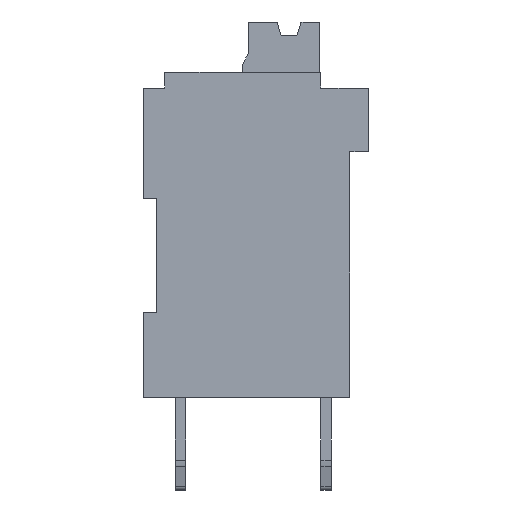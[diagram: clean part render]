
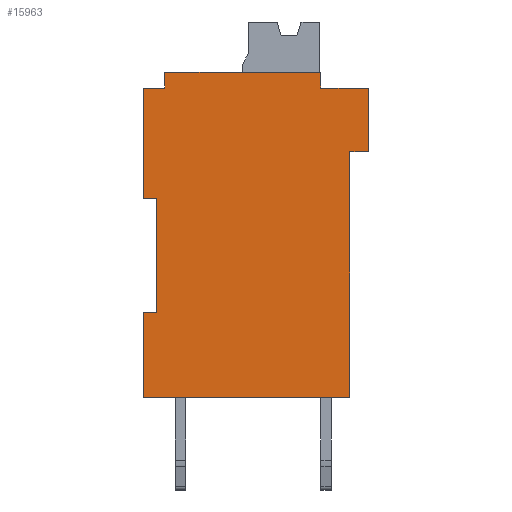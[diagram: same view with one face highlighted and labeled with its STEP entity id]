
A CAD part, left-side view. The second image highlights one B-rep face of the part: STEP entity #15963.
In plain terms, the highlighted planar face has unit normal (-1, 0, 0).
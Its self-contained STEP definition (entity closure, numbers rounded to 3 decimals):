
#3892 = VERTEX_POINT('',#3893);
#3893 = CARTESIAN_POINT('',(-9.551,-3.7,
    9.5));
#3899 = EDGE_CURVE('',#3892,#3900,#3902,.T.);
#3900 = VERTEX_POINT('',#3901);
#3901 = CARTESIAN_POINT('',(-9.551,-3.7,
    0.2));
#3902 = LINE('',#3903,#3904);
#3903 = CARTESIAN_POINT('',(-9.551,-3.7,
    9.5));
#3904 = VECTOR('',#3905,1.);
#3905 = DIRECTION('',(0.,0.,-1.));
#4276 = VERTEX_POINT('',#4277);
#4277 = CARTESIAN_POINT('',(-9.551,-4.4,
    9.5));
#4283 = EDGE_CURVE('',#4276,#3892,#4284,.T.);
#4284 = LINE('',#4285,#4286);
#4285 = CARTESIAN_POINT('',(-9.551,-4.4,
    9.5));
#4286 = VECTOR('',#4287,1.);
#4287 = DIRECTION('',(0.,1.,0.));
#4523 = VERTEX_POINT('',#4524);
#4524 = CARTESIAN_POINT('',(-9.551,4.1,
    11.9));
#4530 = EDGE_CURVE('',#4523,#4531,#4533,.T.);
#4531 = VERTEX_POINT('',#4532);
#4532 = CARTESIAN_POINT('',(-9.551,3.3,
    11.9));
#4533 = LINE('',#4534,#4535);
#4534 = CARTESIAN_POINT('',(-9.551,-2.6,
    11.9));
#4535 = VECTOR('',#4536,1.);
#4536 = DIRECTION('',(0.,-1.,0.));
#4629 = VERTEX_POINT('',#4630);
#4630 = CARTESIAN_POINT('',(-9.551,-2.6,
    11.9));
#4636 = EDGE_CURVE('',#4629,#4637,#4639,.T.);
#4637 = VERTEX_POINT('',#4638);
#4638 = CARTESIAN_POINT('',(-9.551,-4.4,
    11.9));
#4639 = LINE('',#4640,#4641);
#4640 = CARTESIAN_POINT('',(-9.551,-2.6,
    11.9));
#4641 = VECTOR('',#4642,1.);
#4642 = DIRECTION('',(0.,-1.,0.));
#4772 = EDGE_CURVE('',#4773,#4523,#4775,.T.);
#4773 = VERTEX_POINT('',#4774);
#4774 = CARTESIAN_POINT('',(-9.551,4.1,7.74
    ));
#4775 = LINE('',#4776,#4777);
#4776 = CARTESIAN_POINT('',(-9.551,4.1,7.74
    ));
#4777 = VECTOR('',#4778,1.);
#4778 = DIRECTION('',(0.,0.,1.));
#5028 = EDGE_CURVE('',#4637,#4276,#5029,.T.);
#5029 = LINE('',#5030,#5031);
#5030 = CARTESIAN_POINT('',(-9.551,-4.4,
    11.9));
#5031 = VECTOR('',#5032,1.);
#5032 = DIRECTION('',(0.,0.,-1.));
#5052 = VERTEX_POINT('',#5053);
#5053 = CARTESIAN_POINT('',(-9.551,4.1,0.2
    ));
#5059 = EDGE_CURVE('',#5052,#5060,#5062,.T.);
#5060 = VERTEX_POINT('',#5061);
#5061 = CARTESIAN_POINT('',(-9.551,4.1,3.4
    ));
#5062 = LINE('',#5063,#5064);
#5063 = CARTESIAN_POINT('',(-9.551,4.1,0.2
    ));
#5064 = VECTOR('',#5065,1.);
#5065 = DIRECTION('',(0.,0.,1.));
#15747 = VERTEX_POINT('',#15748);
#15748 = CARTESIAN_POINT('',(-9.551,3.3,
    12.5));
#15754 = EDGE_CURVE('',#15755,#15747,#15757,.T.);
#15755 = VERTEX_POINT('',#15756);
#15756 = CARTESIAN_POINT('',(-9.551,-2.6,
    12.5));
#15757 = LINE('',#15758,#15759);
#15758 = CARTESIAN_POINT('',(-9.551,-2.6,
    12.5));
#15759 = VECTOR('',#15760,1.);
#15760 = DIRECTION('',(0.,1.,0.));
#15953 = EDGE_CURVE('',#15747,#4531,#15954,.T.);
#15954 = LINE('',#15955,#15956);
#15955 = CARTESIAN_POINT('',(-9.551,3.3,
    12.5));
#15956 = VECTOR('',#15957,1.);
#15957 = DIRECTION('',(0.,0.,-1.));
#15963 = ADVANCED_FACE('',(#15964),#16009,.F.);
#15964 = FACE_BOUND('',#15965,.T.);
#15965 = EDGE_LOOP('',(#15966,#15974,#15975,#15981,#15982,#15983,#15984,
    #15985,#15991,#15992,#15993,#15994,#15995,#16003));
#15966 = ORIENTED_EDGE('',*,*,#15967,.F.);
#15967 = EDGE_CURVE('',#5060,#15968,#15970,.T.);
#15968 = VERTEX_POINT('',#15969);
#15969 = CARTESIAN_POINT('',(-9.551,3.6,
    3.4));
#15970 = LINE('',#15971,#15972);
#15971 = CARTESIAN_POINT('',(-9.551,4.1,
    3.4));
#15972 = VECTOR('',#15973,1.);
#15973 = DIRECTION('',(0.,-1.,0.));
#15974 = ORIENTED_EDGE('',*,*,#5059,.F.);
#15975 = ORIENTED_EDGE('',*,*,#15976,.F.);
#15976 = EDGE_CURVE('',#3900,#5052,#15977,.T.);
#15977 = LINE('',#15978,#15979);
#15978 = CARTESIAN_POINT('',(-9.551,-3.7,
    0.2));
#15979 = VECTOR('',#15980,1.);
#15980 = DIRECTION('',(0.,1.,0.));
#15981 = ORIENTED_EDGE('',*,*,#3899,.F.);
#15982 = ORIENTED_EDGE('',*,*,#4283,.F.);
#15983 = ORIENTED_EDGE('',*,*,#5028,.F.);
#15984 = ORIENTED_EDGE('',*,*,#4636,.F.);
#15985 = ORIENTED_EDGE('',*,*,#15986,.T.);
#15986 = EDGE_CURVE('',#4629,#15755,#15987,.T.);
#15987 = LINE('',#15988,#15989);
#15988 = CARTESIAN_POINT('',(-9.551,-2.6,
    11.9));
#15989 = VECTOR('',#15990,1.);
#15990 = DIRECTION('',(0.,0.,1.));
#15991 = ORIENTED_EDGE('',*,*,#15754,.T.);
#15992 = ORIENTED_EDGE('',*,*,#15953,.T.);
#15993 = ORIENTED_EDGE('',*,*,#4530,.F.);
#15994 = ORIENTED_EDGE('',*,*,#4772,.F.);
#15995 = ORIENTED_EDGE('',*,*,#15996,.F.);
#15996 = EDGE_CURVE('',#15997,#4773,#15999,.T.);
#15997 = VERTEX_POINT('',#15998);
#15998 = CARTESIAN_POINT('',(-9.551,3.6,
    7.74));
#15999 = LINE('',#16000,#16001);
#16000 = CARTESIAN_POINT('',(-9.551,3.6,
    7.74));
#16001 = VECTOR('',#16002,1.);
#16002 = DIRECTION('',(0.,1.,0.));
#16003 = ORIENTED_EDGE('',*,*,#16004,.F.);
#16004 = EDGE_CURVE('',#15968,#15997,#16005,.T.);
#16005 = LINE('',#16006,#16007);
#16006 = CARTESIAN_POINT('',(-9.551,3.6,
    3.4));
#16007 = VECTOR('',#16008,1.);
#16008 = DIRECTION('',(0.,0.,1.));
#16009 = PLANE('',#16010);
#16010 = AXIS2_PLACEMENT_3D('',#16011,#16012,#16013);
#16011 = CARTESIAN_POINT('',(-9.551,4.1,
    12.5));
#16012 = DIRECTION('',(1.,0.,0.));
#16013 = DIRECTION('',(0.,0.,-1.));
